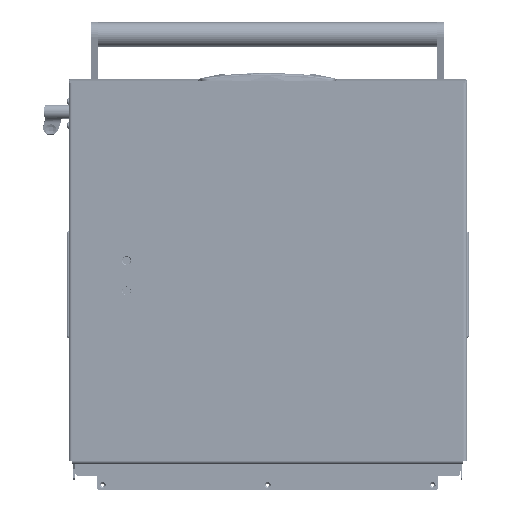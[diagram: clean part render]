
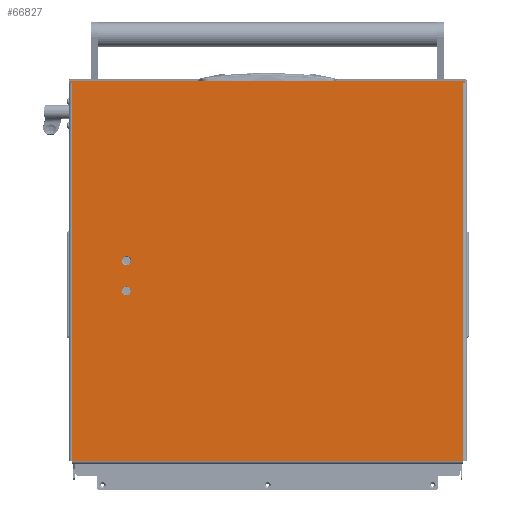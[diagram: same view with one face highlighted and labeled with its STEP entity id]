
A CAD part, front view. The second image highlights one B-rep face of the part: STEP entity #66827.
In plain terms, the highlighted face is planar.
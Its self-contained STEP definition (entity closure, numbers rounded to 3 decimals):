
#1449 = EDGE_CURVE ( 'NONE', #95210, #35164, #24566, .T. ) ;
#2426 = ORIENTED_EDGE ( 'NONE', *, *, #15841, .F. ) ;
#2543 = ORIENTED_EDGE ( 'NONE', *, *, #9109, .T. ) ;
#2849 = LINE ( 'NONE', #115793, #49970 ) ;
#3086 = ORIENTED_EDGE ( 'NONE', *, *, #94212, .F. ) ;
#3519 = AXIS2_PLACEMENT_3D ( 'NONE', #72284, #102183, #9113 ) ;
#5221 = VERTEX_POINT ( 'NONE', #8065 ) ;
#5803 = CARTESIAN_POINT ( 'NONE',  ( 205., 389., 0. ) ) ;
#6516 = LINE ( 'NONE', #55096, #60768 ) ;
#7191 = CARTESIAN_POINT ( 'NONE',  ( 0., 454., 0. ) ) ;
#8065 = CARTESIAN_POINT ( 'NONE',  ( 436., 452., 0. ) ) ;
#9086 = LINE ( 'NONE', #102156, #35115 ) ;
#9109 = EDGE_CURVE ( 'NONE', #114367, #107678, #6516, .T. ) ;
#9113 = DIRECTION ( 'NONE',  ( -1., 0., 0. ) ) ;
#9691 = ORIENTED_EDGE ( 'NONE', *, *, #12303, .F. ) ;
#9980 = VERTEX_POINT ( 'NONE', #19944 ) ;
#11196 = VECTOR ( 'NONE', #31459, 1000. ) ;
#11868 = CARTESIAN_POINT ( 'NONE',  ( 0., 454., 0. ) ) ;
#12303 = EDGE_CURVE ( 'NONE', #39531, #101271, #128122, .T. ) ;
#14468 = EDGE_CURVE ( 'NONE', #5221, #44316, #24366, .T. ) ;
#15395 = CARTESIAN_POINT ( 'NONE',  ( 0., -4., 0. ) ) ;
#15841 = EDGE_CURVE ( 'NONE', #44316, #37471, #9086, .T. ) ;
#17611 = CARTESIAN_POINT ( 'NONE',  ( 240., 389., 0. ) ) ;
#18127 = EDGE_LOOP ( 'NONE', ( #30476, #92731, #2543, #102001, #2426, #57732, #38220, #83894 ) ) ;
#19944 = CARTESIAN_POINT ( 'NONE',  ( 0., 0., 0. ) ) ;
#20812 = CARTESIAN_POINT ( 'NONE',  ( 210.2, 389., 0. ) ) ;
#21499 = CARTESIAN_POINT ( 'NONE',  ( 0., -2., 0. ) ) ;
#23399 = EDGE_CURVE ( 'NONE', #101271, #39531, #85748, .T. ) ;
#24366 = LINE ( 'NONE', #86773, #40979 ) ;
#24566 = CIRCLE ( 'NONE', #98812, 5.2 ) ;
#25004 = CARTESIAN_POINT ( 'NONE',  ( 199.8, 389., 0. ) ) ;
#25418 = LINE ( 'NONE', #15395, #33429 ) ;
#26204 = DIRECTION ( 'NONE',  ( 0., 0., -1. ) ) ;
#30476 = ORIENTED_EDGE ( 'NONE', *, *, #68797, .F. ) ;
#31459 = DIRECTION ( 'NONE',  ( -1., 0., 0. ) ) ;
#31814 = LINE ( 'NONE', #11868, #84672 ) ;
#33429 = VECTOR ( 'NONE', #45976, 1000. ) ;
#34436 = EDGE_CURVE ( 'NONE', #107678, #37471, #31814, .T. ) ;
#35115 = VECTOR ( 'NONE', #49616, 1000. ) ;
#35164 = VERTEX_POINT ( 'NONE', #53451 ) ;
#36437 = CARTESIAN_POINT ( 'NONE',  ( 0., 0., 0. ) ) ;
#37320 = VERTEX_POINT ( 'NONE', #65790 ) ;
#37471 = VERTEX_POINT ( 'NONE', #7191 ) ;
#37800 = CARTESIAN_POINT ( 'NONE',  ( 0., 452., 0. ) ) ;
#38220 = ORIENTED_EDGE ( 'NONE', *, *, #91102, .T. ) ;
#38270 = DIRECTION ( 'NONE',  ( 0., 0., -1. ) ) ;
#39531 = VERTEX_POINT ( 'NONE', #20812 ) ;
#40979 = VECTOR ( 'NONE', #54886, 1000. ) ;
#44316 = VERTEX_POINT ( 'NONE', #37800 ) ;
#45976 = DIRECTION ( 'NONE',  ( 0., 1., 0. ) ) ;
#45999 = DIRECTION ( 'NONE',  ( 0., 0., -1. ) ) ;
#46119 = DIRECTION ( 'NONE',  ( -1., 0., 0. ) ) ;
#47029 = CARTESIAN_POINT ( 'NONE',  ( -2., 454., 0. ) ) ;
#48161 = DIRECTION ( 'NONE',  ( 0., 0., -1. ) ) ;
#49616 = DIRECTION ( 'NONE',  ( 0., 1., 0. ) ) ;
#49970 = VECTOR ( 'NONE', #125725, 1000. ) ;
#53451 = CARTESIAN_POINT ( 'NONE',  ( 234.8, 389., 0. ) ) ;
#54886 = DIRECTION ( 'NONE',  ( -1., 0., 0. ) ) ;
#55096 = CARTESIAN_POINT ( 'NONE',  ( -2., -4., 0. ) ) ;
#55329 = CARTESIAN_POINT ( 'NONE',  ( 240., 389., 0. ) ) ;
#57732 = ORIENTED_EDGE ( 'NONE', *, *, #14468, .F. ) ;
#58566 = EDGE_LOOP ( 'NONE', ( #3086, #76026 ) ) ;
#60768 = VECTOR ( 'NONE', #95683, 1000. ) ;
#61774 = DIRECTION ( 'NONE',  ( 1., 0., 0. ) ) ;
#64554 = AXIS2_PLACEMENT_3D ( 'NONE', #106653, #26204, #46119 ) ;
#65790 = CARTESIAN_POINT ( 'NONE',  ( 436., 0., 0. ) ) ;
#66676 = AXIS2_PLACEMENT_3D ( 'NONE', #5803, #38270, #118083 ) ;
#66827 = ADVANCED_FACE ( 'NONE', ( #81619, #100188, #101521 ), #122762, .T. ) ;
#67651 = LINE ( 'NONE', #36437, #85063 ) ;
#68797 = EDGE_CURVE ( 'NONE', #106088, #9980, #25418, .T. ) ;
#72284 = CARTESIAN_POINT ( 'NONE',  ( 0., 452., 0. ) ) ;
#72712 = EDGE_CURVE ( 'NONE', #9980, #37320, #67651, .T. ) ;
#76026 = ORIENTED_EDGE ( 'NONE', *, *, #1449, .F. ) ;
#80050 = EDGE_CURVE ( 'NONE', #106088, #114367, #100595, .T. ) ;
#81619 = FACE_BOUND ( 'NONE', #86103, .T. ) ;
#83894 = ORIENTED_EDGE ( 'NONE', *, *, #72712, .F. ) ;
#84672 = VECTOR ( 'NONE', #61774, 1000. ) ;
#85063 = VECTOR ( 'NONE', #86967, 1000. ) ;
#85748 = CIRCLE ( 'NONE', #66676, 5.2 ) ;
#85828 = CARTESIAN_POINT ( 'NONE',  ( 0., -2., 0. ) ) ;
#86103 = EDGE_LOOP ( 'NONE', ( #88205, #9691 ) ) ;
#86773 = CARTESIAN_POINT ( 'NONE',  ( 0., 452., 0. ) ) ;
#86967 = DIRECTION ( 'NONE',  ( 1., 0., 0. ) ) ;
#88205 = ORIENTED_EDGE ( 'NONE', *, *, #23399, .F. ) ;
#91102 = EDGE_CURVE ( 'NONE', #5221, #37320, #2849, .T. ) ;
#92731 = ORIENTED_EDGE ( 'NONE', *, *, #80050, .T. ) ;
#93953 = DIRECTION ( 'NONE',  ( -1., 0., 0. ) ) ;
#94212 = EDGE_CURVE ( 'NONE', #35164, #95210, #129344, .T. ) ;
#95210 = VERTEX_POINT ( 'NONE', #98667 ) ;
#95683 = DIRECTION ( 'NONE',  ( 0., 1., 0. ) ) ;
#97449 = DIRECTION ( 'NONE',  ( -1., 0., 0. ) ) ;
#98321 = CARTESIAN_POINT ( 'NONE',  ( -2., -2., 0. ) ) ;
#98667 = CARTESIAN_POINT ( 'NONE',  ( 245.2, 389., 0. ) ) ;
#98812 = AXIS2_PLACEMENT_3D ( 'NONE', #17611, #48161, #97449 ) ;
#100188 = FACE_BOUND ( 'NONE', #58566, .T. ) ;
#100595 = LINE ( 'NONE', #21499, #11196 ) ;
#101271 = VERTEX_POINT ( 'NONE', #25004 ) ;
#101521 = FACE_OUTER_BOUND ( 'NONE', #18127, .T. ) ;
#102001 = ORIENTED_EDGE ( 'NONE', *, *, #34436, .T. ) ;
#102156 = CARTESIAN_POINT ( 'NONE',  ( 0., -4., 0. ) ) ;
#102183 = DIRECTION ( 'NONE',  ( 0., 0., -1. ) ) ;
#103921 = AXIS2_PLACEMENT_3D ( 'NONE', #55329, #45999, #93953 ) ;
#106088 = VERTEX_POINT ( 'NONE', #85828 ) ;
#106653 = CARTESIAN_POINT ( 'NONE',  ( 205., 389., 0. ) ) ;
#107678 = VERTEX_POINT ( 'NONE', #47029 ) ;
#114367 = VERTEX_POINT ( 'NONE', #98321 ) ;
#115793 = CARTESIAN_POINT ( 'NONE',  ( 436., 452., 0. ) ) ;
#118083 = DIRECTION ( 'NONE',  ( -1., 0., 0. ) ) ;
#122762 = PLANE ( 'NONE',  #3519 ) ;
#125725 = DIRECTION ( 'NONE',  ( 0., -1., 0. ) ) ;
#128122 = CIRCLE ( 'NONE', #64554, 5.2 ) ;
#129344 = CIRCLE ( 'NONE', #103921, 5.2 ) ;
